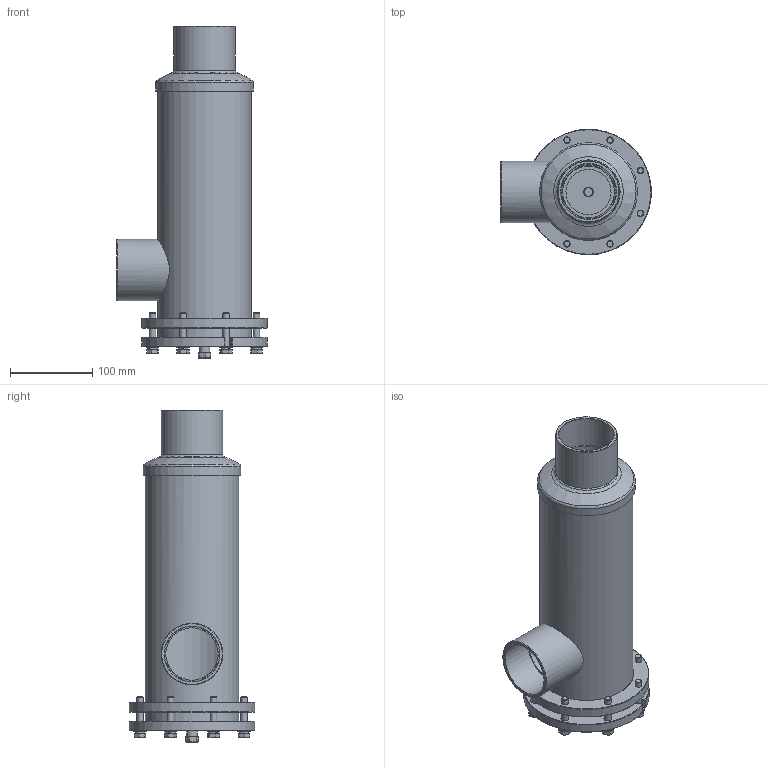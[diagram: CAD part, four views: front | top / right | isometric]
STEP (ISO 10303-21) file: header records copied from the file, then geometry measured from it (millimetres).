
FILE_DESCRIPTION(/* description */ (''),/* implementation_level */ '2;1');
FILE_NAME(/* name */ '2056-9621G-839.stp',/* time_stamp */ '2023-03-21T08:46:12+08:00',/* author */ (''),/* organization */ (''),/* preprocessor_version */ 'ST-DEVELOPER v16',/* originating_system */ 'SIEMENS PLM Software NX 11.0',/* authorisation */ '');
FILE_SCHEMA (('AP203_CONFIGURATION_CONTROLLED_3D_DESIGN_OF_MECHANICAL_PARTS_AND_ASSEMBLIES_MIM_LF { 1 0 10303 403 2 1 2}'));
Length unit declared in the file: millimetre
Products named in the file (1): Admi27684D10ui4d
Bounding box: 183.5 x 153 x 404.75 mm (x, y, z)
Volume: 777328.5 mm3; surface area: 390220.5 mm2
Topology: 32 solids, 32 shells, 422 faces, 919 edges, 577 vertices
Faces by surface type: plane 206, cone 121, cylinder 89, torus 4, bspline 2
Full cylindrical faces by diameter (mm): 6.4 x8, 7.794 x8, 8.5 x8, 8.9 x7, 10.996 x1, 13 x9, 15 x8, 55 x1, 63 x1, 64 x3, 67.1 x2, 71.8 x2, 75 x2, 106.2 x1, 106.5 x1, 108 x1, 114 x1, 114.3 x1, 114.4 x1, 114.5 x1, 114.8 x1, 119.3 x1, 153 x1
Entity records: 11055 total; most frequent: CARTESIAN_POINT 2267, DIRECTION 1832, ORIENTED_EDGE 1414, AXIS2_PLACEMENT_3D 814, EDGE_CURVE 707, EDGE_LOOP 634, VERTEX_POINT 499, ADVANCED_FACE 422
